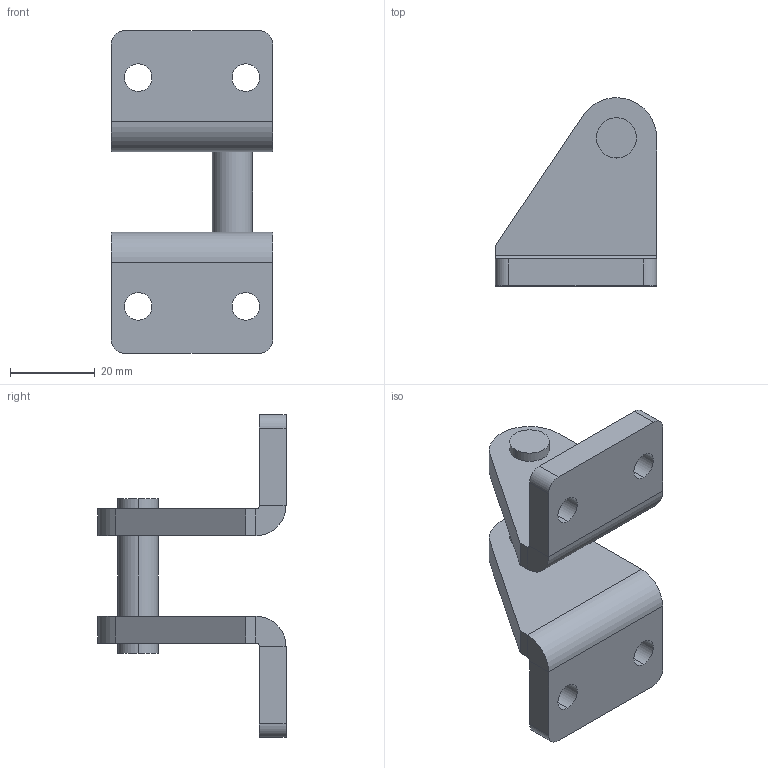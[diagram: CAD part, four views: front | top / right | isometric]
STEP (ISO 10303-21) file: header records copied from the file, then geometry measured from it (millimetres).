
FILE_DESCRIPTION (( 'STEP AP214' ), '1' );
FILE_NAME ('APBP-5.step', '2017-08-21T12:55:38', ( '' ), ( '' ), 'SwSTEP 2.0', 'SolidWorks 2017', '' );
FILE_SCHEMA (( 'AUTOMOTIVE_DESIGN' ));
Length unit declared in the file: inch
Products named in the file (1): APBP-5
Bounding box: 38.1 x 44.44 x 76.25 mm (x, y, z)
Volume: 26724.9 mm3; surface area: 12045.7 mm2
Topology: 3 solids, 3 shells, 50 faces, 116 edges, 72 vertices
Faces by surface type: plane 26, cylinder 24
Entity records: 1506 total; most frequent: DIRECTION 266, CARTESIAN_POINT 239, ORIENTED_EDGE 232, EDGE_CURVE 116, AXIS2_PLACEMENT_3D 99, VERTEX_POINT 72, LINE 68, VECTOR 68
